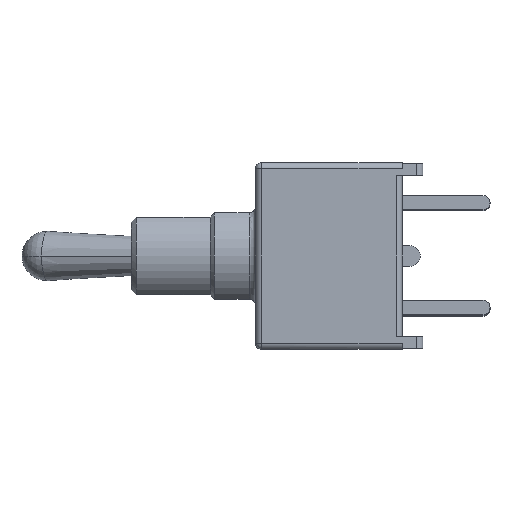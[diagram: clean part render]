
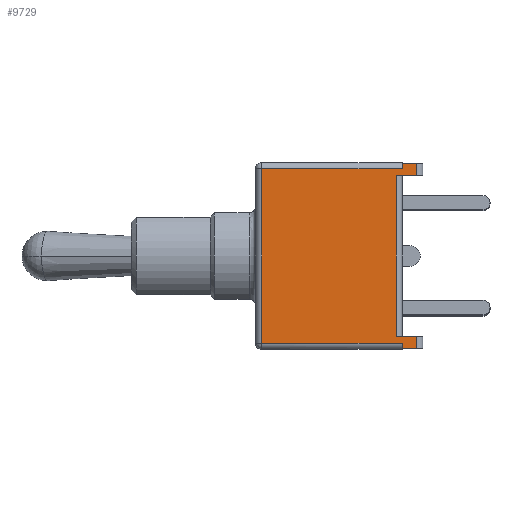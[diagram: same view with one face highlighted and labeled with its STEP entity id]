
A CAD part, left-side view. The second image highlights one B-rep face of the part: STEP entity #9729.
In plain terms, the highlighted face is planar.
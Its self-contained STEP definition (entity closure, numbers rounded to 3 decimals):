
#8050=DIRECTION('',(-1.,0.,0.));
#8051=VECTOR('',#8050,7.8);
#8052=CARTESIAN_POINT('',(3.9,0.3,-4.05));
#8053=LINE('',#8052,#8051);
#8054=DIRECTION('',(1.,0.,0.));
#8055=VECTOR('',#8054,0.25);
#8056=CARTESIAN_POINT('',(4.25,0.,-4.05));
#8057=LINE('',#8056,#8055);
#8058=DIRECTION('',(0.,-1.,0.));
#8059=VECTOR('',#8058,6.85);
#8060=CARTESIAN_POINT('',(4.25,6.85,-4.05));
#8061=LINE('',#8060,#8059);
#8062=DIRECTION('',(1.,0.,0.));
#8063=VECTOR('',#8062,8.5);
#8064=CARTESIAN_POINT('',(-4.25,6.85,-4.05));
#8065=LINE('',#8064,#8063);
#8066=DIRECTION('',(0.,1.,0.));
#8067=VECTOR('',#8066,6.85);
#8068=CARTESIAN_POINT('',(-4.25,0.,-4.05));
#8069=LINE('',#8068,#8067);
#8070=DIRECTION('',(-1.,0.,0.));
#8071=VECTOR('',#8070,0.25);
#8072=CARTESIAN_POINT('',(-4.25,0.,-4.05));
#8073=LINE('',#8072,#8071);
#8230=DIRECTION('',(0.,-1.,0.));
#8231=VECTOR('',#8230,0.7);
#8232=CARTESIAN_POINT('',(-4.5,0.,-4.05));
#8233=LINE('',#8232,#8231);
#8255=DIRECTION('',(0.,-1.,0.));
#8256=VECTOR('',#8255,1.);
#8257=CARTESIAN_POINT('',(-3.9,0.3,-4.05));
#8258=LINE('',#8257,#8256);
#8315=DIRECTION('',(0.,1.,0.));
#8316=VECTOR('',#8315,1.);
#8317=CARTESIAN_POINT('',(3.9,-0.7,-4.05));
#8318=LINE('',#8317,#8316);
#9293=DIRECTION('',(0.,-1.,0.));
#9294=VECTOR('',#9293,0.7);
#9295=CARTESIAN_POINT('',(4.5,0.,-4.05));
#9296=LINE('',#9295,#9294);
#9306=DIRECTION('',(1.,0.,0.));
#9307=VECTOR('',#9306,0.6);
#9308=CARTESIAN_POINT('',(3.9,-0.7,-4.05));
#9309=LINE('',#9308,#9307);
#9360=DIRECTION('',(-1.,0.,0.));
#9361=VECTOR('',#9360,0.6);
#9362=CARTESIAN_POINT('',(-3.9,-0.7,-4.05));
#9363=LINE('',#9362,#9361);
#9434=CARTESIAN_POINT('',(-3.9,-0.7,-4.05));
#9436=VERTEX_POINT('',#9434);
#9438=CARTESIAN_POINT('',(-4.5,-0.7,-4.05));
#9440=VERTEX_POINT('',#9438);
#9462=CARTESIAN_POINT('',(3.9,-0.7,-4.05));
#9464=VERTEX_POINT('',#9462);
#9466=CARTESIAN_POINT('',(4.5,-0.7,-4.05));
#9468=VERTEX_POINT('',#9466);
#9544=CARTESIAN_POINT('',(-4.25,0.,-4.05));
#9545=CARTESIAN_POINT('',(-4.25,6.85,-4.05));
#9546=VERTEX_POINT('',#9544);
#9547=VERTEX_POINT('',#9545);
#9554=CARTESIAN_POINT('',(4.25,6.85,-4.05));
#9555=VERTEX_POINT('',#9554);
#9562=CARTESIAN_POINT('',(4.25,0.,-4.05));
#9563=VERTEX_POINT('',#9562);
#9592=CARTESIAN_POINT('',(4.5,0.,-4.05));
#9593=VERTEX_POINT('',#9592);
#9594=CARTESIAN_POINT('',(-4.5,0.,-4.05));
#9595=VERTEX_POINT('',#9594);
#9640=CARTESIAN_POINT('',(3.9,0.3,-4.05));
#9641=CARTESIAN_POINT('',(-3.9,0.3,-4.05));
#9642=VERTEX_POINT('',#9640);
#9643=VERTEX_POINT('',#9641);
#9698=CARTESIAN_POINT('',(0.,0.,-4.05));
#9699=DIRECTION('',(0.,0.,1.));
#9700=DIRECTION('',(1.,0.,0.));
#9701=AXIS2_PLACEMENT_3D('',#9698,#9699,#9700);
#9702=PLANE('',#9701);
#9704=ORIENTED_EDGE('',*,*,#9703,.F.);
#9706=ORIENTED_EDGE('',*,*,#9705,.F.);
#9708=ORIENTED_EDGE('',*,*,#9707,.T.);
#9710=ORIENTED_EDGE('',*,*,#9709,.F.);
#9712=ORIENTED_EDGE('',*,*,#9711,.F.);
#9714=ORIENTED_EDGE('',*,*,#9713,.F.);
#9716=ORIENTED_EDGE('',*,*,#9715,.F.);
#9718=ORIENTED_EDGE('',*,*,#9717,.F.);
#9720=ORIENTED_EDGE('',*,*,#9719,.T.);
#9722=ORIENTED_EDGE('',*,*,#9721,.T.);
#9724=ORIENTED_EDGE('',*,*,#9723,.F.);
#9726=ORIENTED_EDGE('',*,*,#9725,.F.);
#9727=EDGE_LOOP('',(#9704,#9706,#9708,#9710,#9712,#9714,#9716,#9718,#9720,#9722,
#9724,#9726));
#9728=FACE_OUTER_BOUND('',#9727,.F.);
#9703=EDGE_CURVE('',#9642,#9643,#8053,.T.);
#9705=EDGE_CURVE('',#9464,#9642,#8318,.T.);
#9707=EDGE_CURVE('',#9464,#9468,#9309,.T.);
#9709=EDGE_CURVE('',#9593,#9468,#9296,.T.);
#9711=EDGE_CURVE('',#9563,#9593,#8057,.T.);
#9713=EDGE_CURVE('',#9555,#9563,#8061,.T.);
#9715=EDGE_CURVE('',#9547,#9555,#8065,.T.);
#9717=EDGE_CURVE('',#9546,#9547,#8069,.T.);
#9719=EDGE_CURVE('',#9546,#9595,#8073,.T.);
#9721=EDGE_CURVE('',#9595,#9440,#8233,.T.);
#9723=EDGE_CURVE('',#9436,#9440,#9363,.T.);
#9725=EDGE_CURVE('',#9643,#9436,#8258,.T.);
#9729=ADVANCED_FACE('',(#9728),#9702,.F.);
